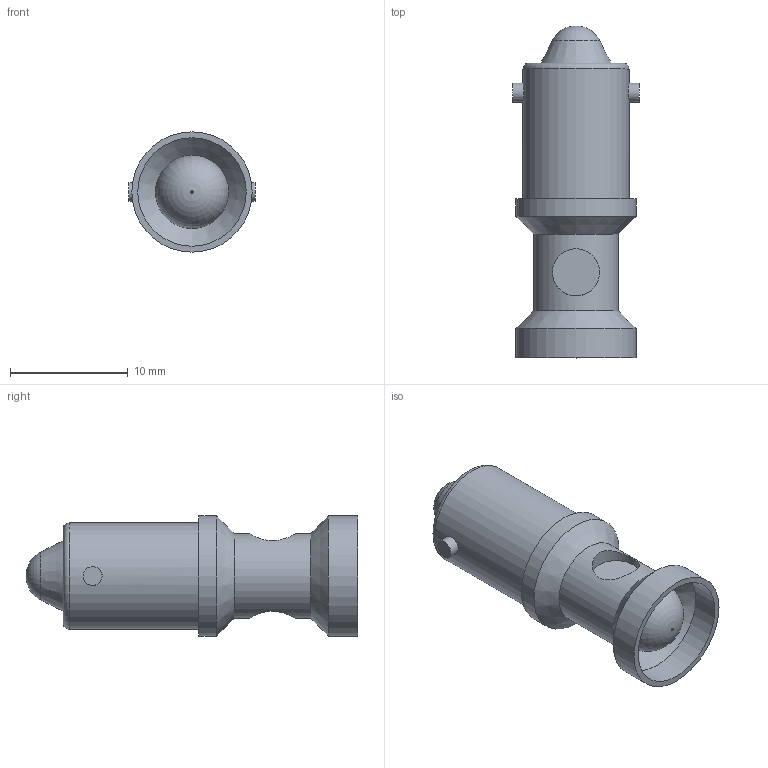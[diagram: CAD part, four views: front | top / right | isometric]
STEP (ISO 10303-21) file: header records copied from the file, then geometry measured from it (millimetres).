
FILE_DESCRIPTION(/* description */ ('STEP AP203'),/* implementation_level */ '2;1');
FILE_NAME(/* name */ 'ECX 1911',/* time_stamp */ '2025-06-10T15:33:36+02:00',/* author */ ('License CC BY-ND 4.0'),/* organization */ ('CADENAS'),/* preprocessor_version */ 'ST-DEVELOPER v19.3',/* originating_system */ 'PARTsolutions',/* authorisation */ ' ');
FILE_SCHEMA (('CONFIG_CONTROL_DESIGN'));
Length unit declared in the file: millimetre
Products named in the file (1): ECX 1911
Bounding box: 10.7 x 28.15 x 10.2 mm (x, y, z)
Volume: 1372.4 mm3; surface area: 1044.5 mm2
Topology: 1 solids, 1 shells, 26 faces, 47 edges, 29 vertices
Faces by surface type: cylinder 10, plane 9, cone 4, torus 3
Full cylindrical faces by diameter (mm): 1.6 x2, 4 x2, 6.2 x1, 7.2 x1, 9 x1, 9.2 x1, 10.2 x2
Entity records: 765 total; most frequent: CARTESIAN_POINT 133, DIRECTION 96, ORIENTED_EDGE 50, EDGE_LOOP 50, FACE_BOUND 50, AXIS2_PLACEMENT_3D 48, STYLED_ITEM 26, PRESENTATION_STYLE_ASSIGNMENT 26
